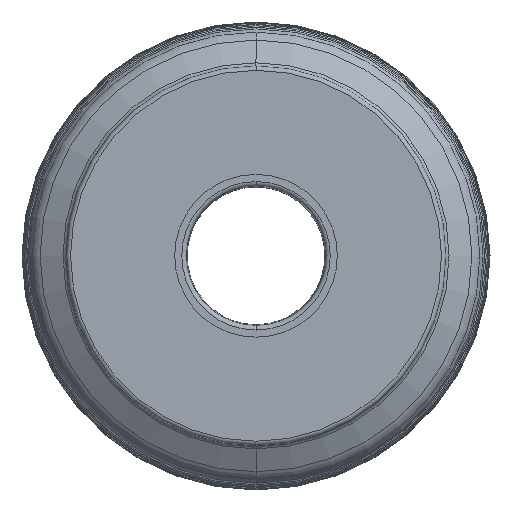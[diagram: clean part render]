
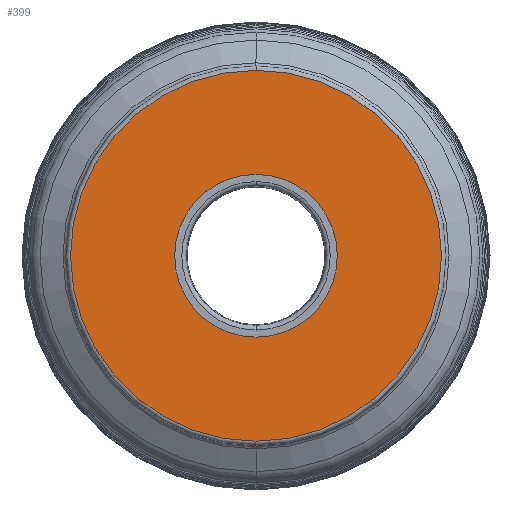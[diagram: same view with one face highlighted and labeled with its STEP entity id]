
A CAD part, top view. The second image highlights one B-rep face of the part: STEP entity #399.
In plain terms, the highlighted planar face has unit normal (0, 0, 1).
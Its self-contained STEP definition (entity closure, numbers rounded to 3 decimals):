
#59=PLANE('',#3885);
#71=FACE_BOUND('',#843,.T.);
#72=FACE_BOUND('',#844,.T.);
#399=ADVANCED_FACE('',(#71,#72),#59,.F.);
#843=EDGE_LOOP('',(#1564,#1565,#1566,#1567));
#844=EDGE_LOOP('',(#1568,#1569));
#1564=ORIENTED_EDGE('',*,*,#2346,.T.);
#1565=ORIENTED_EDGE('',*,*,#2347,.T.);
#1566=ORIENTED_EDGE('',*,*,#2348,.F.);
#1567=ORIENTED_EDGE('',*,*,#2349,.F.);
#1568=ORIENTED_EDGE('',*,*,#2345,.T.);
#1569=ORIENTED_EDGE('',*,*,#2343,.T.);
#1938=VERTEX_POINT('',#6673);
#1939=VERTEX_POINT('',#6675);
#1940=VERTEX_POINT('',#6681);
#1941=VERTEX_POINT('',#6682);
#1942=VERTEX_POINT('',#6684);
#1943=VERTEX_POINT('',#6686);
#2343=EDGE_CURVE('',#1939,#1938,#2800,.T.);
#2345=EDGE_CURVE('',#1938,#1939,#2801,.T.);
#2346=EDGE_CURVE('',#1940,#1941,#2802,.T.);
#2347=EDGE_CURVE('',#1941,#1942,#2803,.T.);
#2348=EDGE_CURVE('',#1943,#1942,#2804,.T.);
#2349=EDGE_CURVE('',#1940,#1943,#2805,.T.);
#2800=CIRCLE('',#3877,37.5);
#2801=CIRCLE('',#3879,37.5);
#2802=CIRCLE('',#3881,85.5);
#2803=CIRCLE('',#3882,85.5);
#2804=CIRCLE('',#3883,85.5);
#2805=CIRCLE('',#3884,85.5);
#3877=AXIS2_PLACEMENT_3D('',#6674,#4941,#4942);
#3879=AXIS2_PLACEMENT_3D('',#6678,#4946,#4947);
#3881=AXIS2_PLACEMENT_3D('',#6680,#4950,#4951);
#3882=AXIS2_PLACEMENT_3D('',#6683,#4952,#4953);
#3883=AXIS2_PLACEMENT_3D('',#6685,#4954,#4955);
#3884=AXIS2_PLACEMENT_3D('',#6687,#4956,#4957);
#3885=AXIS2_PLACEMENT_3D('',#6688,#4958,#4959);
#4941=DIRECTION('',(0.,0.,-1.));
#4942=DIRECTION('',(0.,-1.,0.));
#4946=DIRECTION('',(0.,0.,-1.));
#4947=DIRECTION('',(0.,1.,0.));
#4950=DIRECTION('',(0.,0.,1.));
#4951=DIRECTION('',(0.,1.,0.));
#4952=DIRECTION('',(0.,0.,1.));
#4953=DIRECTION('',(0.,-1.,0.));
#4954=DIRECTION('',(0.,0.,-1.));
#4955=DIRECTION('',(0.,-1.,0.));
#4956=DIRECTION('',(0.,0.,-1.));
#4957=DIRECTION('',(0.,1.,0.));
#4958=DIRECTION('',(0.,0.,-1.));
#4959=DIRECTION('',(0.,1.,0.));
#6673=CARTESIAN_POINT('',(0.,37.5,0.));
#6674=CARTESIAN_POINT('',(0.,0.,0.));
#6675=CARTESIAN_POINT('',(0.,-37.5,0.));
#6678=CARTESIAN_POINT('',(0.,0.,0.));
#6680=CARTESIAN_POINT('',(0.,0.,0.));
#6681=CARTESIAN_POINT('',(-0.016,85.5,0.));
#6682=CARTESIAN_POINT('',(0.,-85.5,0.));
#6683=CARTESIAN_POINT('',(0.,0.,0.));
#6684=CARTESIAN_POINT('',(0.016,-85.5,0.));
#6685=CARTESIAN_POINT('',(0.,0.,0.));
#6686=CARTESIAN_POINT('',(0.,85.5,0.));
#6687=CARTESIAN_POINT('',(0.,0.,0.));
#6688=CARTESIAN_POINT('',(0.,0.,0.));
